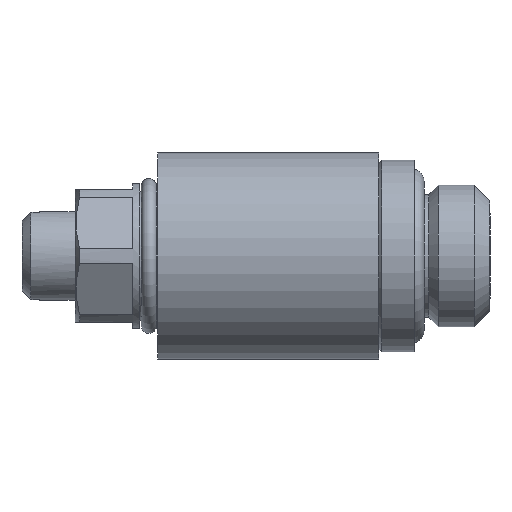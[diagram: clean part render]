
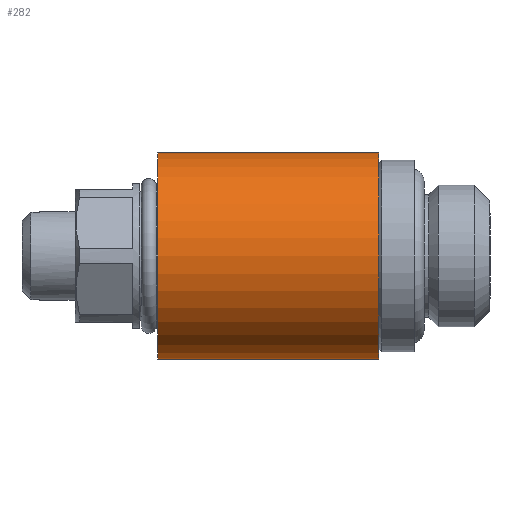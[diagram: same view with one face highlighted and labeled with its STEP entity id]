
A CAD part, left-side view. The second image highlights one B-rep face of the part: STEP entity #282.
In plain terms, the highlighted cylindrical face has radius 7 mm (diameter 14 mm), a full revolution.
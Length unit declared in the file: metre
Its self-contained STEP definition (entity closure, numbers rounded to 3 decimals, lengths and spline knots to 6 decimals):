
#282 = ADVANCED_FACE( 'NONE', ( #592, #593, #594 ), #595, .T. );
#592 = FACE_OUTER_BOUND( '', #1186, .T. );
#593 = FACE_OUTER_BOUND( '', #1187, .T. );
#594 = FACE_BOUND( '', #1188, .T. );
#595 = CYLINDRICAL_SURFACE( '', #1189, 0.007 );
#1186 = EDGE_LOOP( '', ( #1751 ) );
#1187 = EDGE_LOOP( '', ( #1752 ) );
#1188 = EDGE_LOOP( '', ( #1753, #1754 ) );
#1189 = AXIS2_PLACEMENT_3D( '', #1755, #1756, #1757 );
#1751 = ORIENTED_EDGE( '', *, *, #2200, .T. );
#1752 = ORIENTED_EDGE( '', *, *, #2092, .T. );
#1753 = ORIENTED_EDGE( '', *, *, #2037, .T. );
#1754 = ORIENTED_EDGE( '', *, *, #2128, .T. );
#1755 = CARTESIAN_POINT( '', ( 0., 0.030486, 0. ) );
#1756 = DIRECTION( '', ( 0., 1., 0. ) );
#1757 = DIRECTION( '', ( 0., 0., 1. ) );
#2037 = EDGE_CURVE( 'NONE', #2320, #2327, #2329, .T. );
#2092 = EDGE_CURVE( 'NONE', #2419, #2419, #2420, .T. );
#2128 = EDGE_CURVE( 'NONE', #2327, #2320, #2476, .T. );
#2200 = EDGE_CURVE( 'NONE', #2574, #2574, #2575, .T. );
#2320 = VERTEX_POINT( 'NONE', #2787 );
#2327 = VERTEX_POINT( 'NONE', #2825 );
#2329 = B_SPLINE_CURVE_WITH_KNOTS( '', 3, ( #2827, #2828, #2829, #2830, #2831, #2832, #2833, #2834, #2835, #2836, #2837, #2838, #2839, #2840, #2841, #2842, #2843, #2844, #2845, #2846, #2847, #2848, #2849, #2850, #2851, #2852, #2853 ), .UNSPECIFIED., .F., .F., ( 4, 1, 1, 1, 1, 1, 1, 1, 1, 1, 1, 1, 1, 1, 1, 1, 1, 1, 1, 1, 1, 1, 1, 1, 4 ), ( 0., 0.013047, 0.025795, 0.038267, 0.050488, 0.062487, 0.093216, 0.124965, 0.18648, 0.249972, 0.313463, 0.374978, 0.438393, 0.499983, 0.561569, 0.624987, 0.68647, 0.749995, 0.813458, 0.875001, 0.906777, 0.937493, 0.953457, 0.968757, 1. ), .UNSPECIFIED. );
#2419 = VERTEX_POINT( '', #3035 );
#2420 = CIRCLE( '', #3036, 0.007 );
#2476 = B_SPLINE_CURVE_WITH_KNOTS( '', 3, ( #3139, #3140, #3141, #3142, #3143, #3144, #3145, #3146, #3147, #3148, #3149, #3150, #3151, #3152, #3153, #3154, #3155, #3156, #3157, #3158, #3159, #3160, #3161, #3162, #3163, #3164, #3165 ), .UNSPECIFIED., .F., .F., ( 4, 1, 1, 1, 1, 1, 1, 1, 1, 1, 1, 1, 1, 1, 1, 1, 1, 1, 1, 1, 1, 1, 1, 1, 4 ), ( 0., 0.013048, 0.025797, 0.038268, 0.050489, 0.062486, 0.093215, 0.124965, 0.186473, 0.249972, 0.313469, 0.374979, 0.4384, 0.499984, 0.561571, 0.624988, 0.686483, 0.749995, 0.813478, 0.875002, 0.906778, 0.937493, 0.953453, 0.968758, 1. ), .UNSPECIFIED. );
#2574 = VERTEX_POINT( '', #3414 );
#2575 = CIRCLE( '', #3415, 0.007 );
#2787 = CARTESIAN_POINT( '', ( 0.005217, 0.016897, 0.004667 ) );
#2825 = CARTESIAN_POINT( '', ( 0.005218, 0.016915, -0.004667 ) );
#2827 = CARTESIAN_POINT( '', ( 0.005217, 0.016897, 0.004667 ) );
#2828 = CARTESIAN_POINT( '', ( 0.005219, 0.016965, 0.004665 ) );
#2829 = CARTESIAN_POINT( '', ( 0.005221, 0.0171, 0.004663 ) );
#2830 = CARTESIAN_POINT( '', ( 0.005231, 0.017299, 0.004651 ) );
#2831 = CARTESIAN_POINT( '', ( 0.005247, 0.017493, 0.004634 ) );
#2832 = CARTESIAN_POINT( '', ( 0.005267, 0.017682, 0.00461 ) );
#2833 = CARTESIAN_POINT( '', ( 0.005307, 0.017962, 0.004564 ) );
#2834 = CARTESIAN_POINT( '', ( 0.005381, 0.018335, 0.004478 ) );
#2835 = CARTESIAN_POINT( '', ( 0.005541, 0.018931, 0.004282 ) );
#2836 = CARTESIAN_POINT( '', ( 0.005795, 0.019637, 0.003941 ) );
#2837 = CARTESIAN_POINT( '', ( 0.006139, 0.020381, 0.003389 ) );
#2838 = CARTESIAN_POINT( '', ( 0.006473, 0.021015, 0.002706 ) );
#2839 = CARTESIAN_POINT( '', ( 0.006759, 0.021505, 0.001895 ) );
#2840 = CARTESIAN_POINT( '', ( 0.006953, 0.021825, 0.000986 ) );
#2841 = CARTESIAN_POINT( '', ( 0.007023, 0.021936, 0.000009 ) );
#2842 = CARTESIAN_POINT( '', ( 0.006955, 0.021829, -0.000967 ) );
#2843 = CARTESIAN_POINT( '', ( 0.006763, 0.021513, -0.001878 ) );
#2844 = CARTESIAN_POINT( '', ( 0.006479, 0.021026, -0.002692 ) );
#2845 = CARTESIAN_POINT( '', ( 0.006146, 0.020394, -0.003377 ) );
#2846 = CARTESIAN_POINT( '', ( 0.005801, 0.019652, -0.003932 ) );
#2847 = CARTESIAN_POINT( '', ( 0.005546, 0.018948, -0.004275 ) );
#2848 = CARTESIAN_POINT( '', ( 0.005385, 0.018352, -0.004473 ) );
#2849 = CARTESIAN_POINT( '', ( 0.005307, 0.01796, -0.004565 ) );
#2850 = CARTESIAN_POINT( '', ( 0.005262, 0.017644, -0.004617 ) );
#2851 = CARTESIAN_POINT( '', ( 0.005227, 0.017321, -0.004656 ) );
#2852 = CARTESIAN_POINT( '', ( 0.005221, 0.017078, -0.004662 ) );
#2853 = CARTESIAN_POINT( '', ( 0.005218, 0.016915, -0.004667 ) );
#3035 = CARTESIAN_POINT( '', ( 0., 0.0229, 0.007 ) );
#3036 = AXIS2_PLACEMENT_3D( '', #3643, #3644, #3645 );
#3139 = CARTESIAN_POINT( '', ( 0.005218, 0.016915, -0.004667 ) );
#3140 = CARTESIAN_POINT( '', ( 0.005219, 0.016847, -0.004666 ) );
#3141 = CARTESIAN_POINT( '', ( 0.00522, 0.016712, -0.004663 ) );
#3142 = CARTESIAN_POINT( '', ( 0.00523, 0.016512, -0.004652 ) );
#3143 = CARTESIAN_POINT( '', ( 0.005245, 0.016318, -0.004635 ) );
#3144 = CARTESIAN_POINT( '', ( 0.005266, 0.016129, -0.004612 ) );
#3145 = CARTESIAN_POINT( '', ( 0.005306, 0.015848, -0.004566 ) );
#3146 = CARTESIAN_POINT( '', ( 0.005379, 0.015474, -0.004481 ) );
#3147 = CARTESIAN_POINT( '', ( 0.005538, 0.014876, -0.004285 ) );
#3148 = CARTESIAN_POINT( '', ( 0.005792, 0.014169, -0.003945 ) );
#3149 = CARTESIAN_POINT( '', ( 0.006137, 0.013423, -0.003393 ) );
#3150 = CARTESIAN_POINT( '', ( 0.006471, 0.012788, -0.00271 ) );
#3151 = CARTESIAN_POINT( '', ( 0.006758, 0.012296, -0.001898 ) );
#3152 = CARTESIAN_POINT( '', ( 0.006952, 0.011975, -0.000987 ) );
#3153 = CARTESIAN_POINT( '', ( 0.007023, 0.011864, -0.000009 ) );
#3154 = CARTESIAN_POINT( '', ( 0.006955, 0.011971, 0.000969 ) );
#3155 = CARTESIAN_POINT( '', ( 0.006763, 0.012288, 0.001881 ) );
#3156 = CARTESIAN_POINT( '', ( 0.006477, 0.012777, 0.002695 ) );
#3157 = CARTESIAN_POINT( '', ( 0.006143, 0.01341, 0.003381 ) );
#3158 = CARTESIAN_POINT( '', ( 0.005798, 0.014154, 0.003936 ) );
#3159 = CARTESIAN_POINT( '', ( 0.005544, 0.01486, 0.004278 ) );
#3160 = CARTESIAN_POINT( '', ( 0.005383, 0.015457, 0.004476 ) );
#3161 = CARTESIAN_POINT( '', ( 0.005305, 0.01585, 0.004567 ) );
#3162 = CARTESIAN_POINT( '', ( 0.00526, 0.016167, 0.004618 ) );
#3163 = CARTESIAN_POINT( '', ( 0.005226, 0.01649, 0.004657 ) );
#3164 = CARTESIAN_POINT( '', ( 0.005221, 0.016733, 0.004663 ) );
#3165 = CARTESIAN_POINT( '', ( 0.005217, 0.016897, 0.004667 ) );
#3414 = CARTESIAN_POINT( '', ( 0., 0.0079, 0.007 ) );
#3415 = AXIS2_PLACEMENT_3D( '', #3768, #3769, #3770 );
#3643 = CARTESIAN_POINT( '', ( 0., 0.0229, 0. ) );
#3644 = DIRECTION( '', ( 0., -1., 0. ) );
#3645 = DIRECTION( '', ( 0., 0., 1. ) );
#3768 = CARTESIAN_POINT( '', ( 0., 0.0079, 0. ) );
#3769 = DIRECTION( '', ( 0., 1., 0. ) );
#3770 = DIRECTION( '', ( 0., 0., 1. ) );
